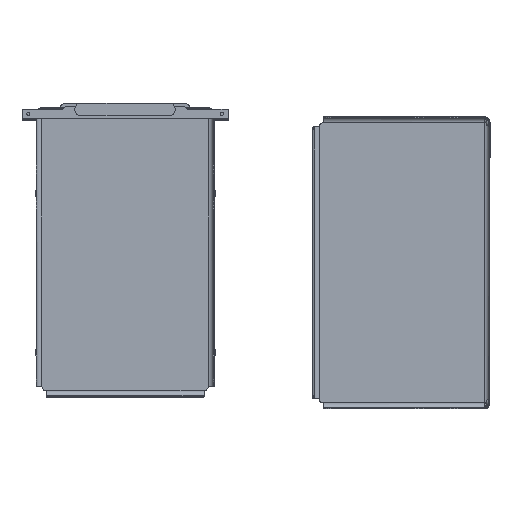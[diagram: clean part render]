
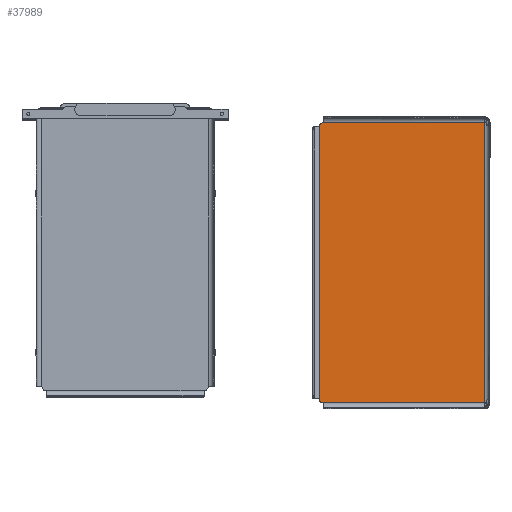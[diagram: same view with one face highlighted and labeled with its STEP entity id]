
A CAD part, top view. The second image highlights one B-rep face of the part: STEP entity #37989.
In plain terms, the highlighted planar face has unit normal (0, 0, 1).
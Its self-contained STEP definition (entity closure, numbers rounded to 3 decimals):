
#2541=FACE_OUTER_BOUND('',#4774,.T.);
#4774=EDGE_LOOP('',(#31759,#31760,#31761,#31762,#31763,#31764));
#7727=LINE('',#65088,#12125);
#7729=LINE('',#65261,#12127);
#7751=LINE('',#65439,#12149);
#8630=LINE('',#69895,#13028);
#12125=VECTOR('',#46613,10.);
#12127=VECTOR('',#46625,10.);
#12149=VECTOR('',#46691,10.);
#13028=VECTOR('',#48466,10.);
#14680=CIRCLE('',#40091,8.);
#14682=CIRCLE('',#40094,8.);
#16879=VERTEX_POINT('',#64404);
#16880=VERTEX_POINT('',#64406);
#16883=VERTEX_POINT('',#64413);
#16884=VERTEX_POINT('',#64415);
#16906=VERTEX_POINT('',#64851);
#16915=VERTEX_POINT('',#65087);
#21449=EDGE_CURVE('',#16880,#16879,#14680,.T.);
#21453=EDGE_CURVE('',#16884,#16883,#14682,.T.);
#21498=EDGE_CURVE('',#16915,#16906,#7727,.T.);
#21509=EDGE_CURVE('',#16883,#16915,#7729,.T.);
#21552=EDGE_CURVE('',#16906,#16880,#7751,.T.);
#22576=EDGE_CURVE('',#16879,#16884,#8630,.T.);
#31759=ORIENTED_EDGE('',*,*,#22576,.T.);
#31760=ORIENTED_EDGE('',*,*,#21453,.T.);
#31761=ORIENTED_EDGE('',*,*,#21509,.T.);
#31762=ORIENTED_EDGE('',*,*,#21498,.T.);
#31763=ORIENTED_EDGE('',*,*,#21552,.T.);
#31764=ORIENTED_EDGE('',*,*,#21449,.T.);
#36044=PLANE('',#40587);
#37989=ADVANCED_FACE('',(#2541),#36044,.T.);
#40091=AXIS2_PLACEMENT_3D('',#64407,#46556,#46557);
#40094=AXIS2_PLACEMENT_3D('',#64416,#46564,#46565);
#40587=AXIS2_PLACEMENT_3D('',#69894,#48464,#48465);
#46556=DIRECTION('center_axis',(0.,0.,
1.));
#46557=DIRECTION('ref_axis',(-0.197,0.98,0.));
#46564=DIRECTION('center_axis',(0.,0.,
1.));
#46565=DIRECTION('ref_axis',(-0.994,-0.109,0.));
#46613=DIRECTION('',(0.,1.,0.));
#46625=DIRECTION('',(1.,0.,0.));
#46691=DIRECTION('',(-1.,0.,0.));
#48464=DIRECTION('center_axis',(0.,0.,
1.));
#48465=DIRECTION('ref_axis',(0.,-1.,0.));
#48466=DIRECTION('',(0.,-1.,0.));
#64404=CARTESIAN_POINT('',(-370.974,457.878,341.45));
#64406=CARTESIAN_POINT('',(-364.6,464.85,341.45));
#64407=CARTESIAN_POINT('Origin',(-363.021,457.007,341.45));
#64413=CARTESIAN_POINT('',(-364.6,13.35,341.45));
#64415=CARTESIAN_POINT('',(-370.974,20.322,341.45));
#64416=CARTESIAN_POINT('Origin',(-363.021,21.193,341.45));
#64851=CARTESIAN_POINT('',(-104.85,464.85,341.45));
#65087=CARTESIAN_POINT('',(-104.85,13.35,341.45));
#65088=CARTESIAN_POINT('',(-104.85,129.85,341.45));
#65261=CARTESIAN_POINT('',(-297.705,13.35,341.45));
#65439=CARTESIAN_POINT('',(-171.455,464.85,341.45));
#69894=CARTESIAN_POINT('Origin',(-230.81,239.1,341.45));
#69895=CARTESIAN_POINT('',(-370.974,129.711,341.45));
